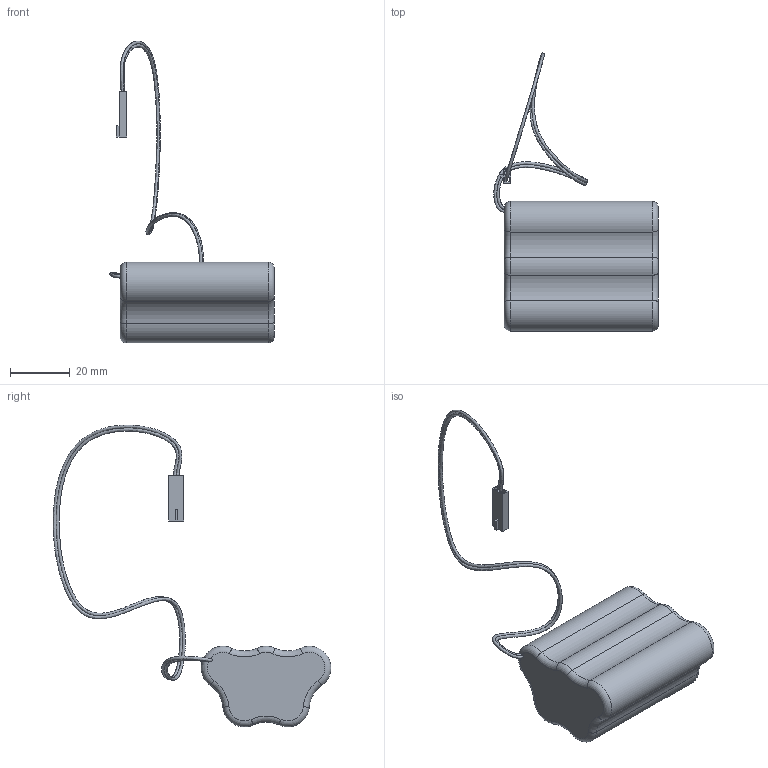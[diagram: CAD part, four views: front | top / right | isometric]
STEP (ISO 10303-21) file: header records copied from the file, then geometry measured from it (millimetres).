
FILE_DESCRIPTION( ( '' ), ' ' );
FILE_NAME( '5e2f039681632712b220e697.step', '2020-01-27T15:36:54', ( '' ), ( '' ), ' ', ' ', ' ' );
FILE_SCHEMA( ( 'AUTOMOTIVE_DESIGN { 1 0 10303 214 1 1 1 1 }' ) );
Length unit declared in the file: metre
Products named in the file (5): Assem1; 45-1300 Battery Pack; Molex Battery; Battery Black Wire; Battery Red Wire
Assembly tree (4 placements, depth 2):
  Assem1
    45-1300 Battery Pack
    Molex Battery
    Battery Black Wire
    Battery Red Wire
Bounding box: 55.11 x 93.19 x 101.25 mm (x, y, z)
Volume: 46879.7 mm3; surface area: 9577.5 mm2
Topology: 4 solids, 4 shells, 56 faces, 124 edges, 76 vertices
Faces by surface type: plane 24, torus 20, cylinder 10, bspline 2
Entity records: 3658 total; most frequent: CARTESIAN_POINT 2041, ORIENTED_EDGE 244, DIRECTION 174, EDGE_CURVE 122, VERTEX_POINT 76, B_SPLINE_CURVE_WITH_KNOTS 70, AXIS2_PLACEMENT_3D 63, EDGE_LOOP 62
